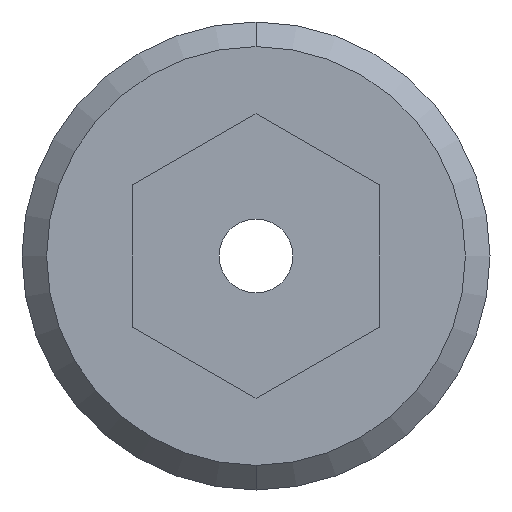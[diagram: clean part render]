
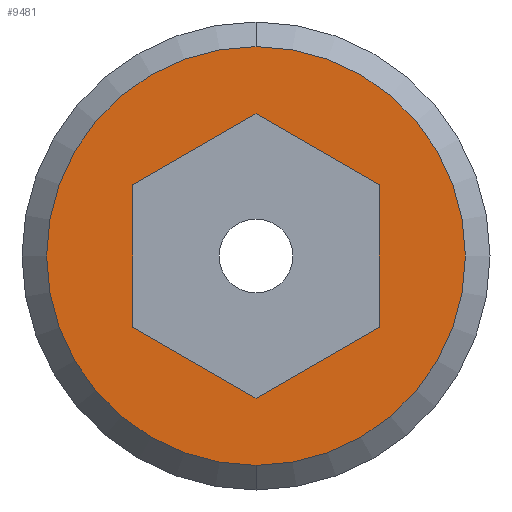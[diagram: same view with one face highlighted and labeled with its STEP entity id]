
A CAD part, left-side view. The second image highlights one B-rep face of the part: STEP entity #9481.
In plain terms, the highlighted planar face has unit normal (-1, 0, 0).
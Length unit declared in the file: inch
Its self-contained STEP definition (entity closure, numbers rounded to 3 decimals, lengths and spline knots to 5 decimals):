
#4537=CARTESIAN_POINT('',(-0.162,0.,0.));
#4538=DIRECTION('',(-1.,0.,0.));
#4539=DIRECTION('',(0.,1.,0.));
#4540=AXIS2_PLACEMENT_3D('',#4537,#4538,#4539);
#4555=DIRECTION('',(0.,0.5,0.866));
#4556=VECTOR('',#4555,0.08083);
#4557=CARTESIAN_POINT('',(-0.162,0.04041,-0.07));
#4558=LINE('',#4557,#4556);
#4559=DIRECTION('',(0.,1.,0.));
#4560=VECTOR('',#4559,0.08083);
#4561=CARTESIAN_POINT('',(-0.162,-0.04041,-0.07));
#4562=LINE('',#4561,#4560);
#4563=DIRECTION('',(0.,0.5,-0.866));
#4564=VECTOR('',#4563,0.08083);
#4565=CARTESIAN_POINT('',(-0.162,-0.08083,0.));
#4566=LINE('',#4565,#4564);
#4567=DIRECTION('',(0.,-0.5,-0.866));
#4568=VECTOR('',#4567,0.08083);
#4569=CARTESIAN_POINT('',(-0.162,-0.04041,0.07));
#4570=LINE('',#4569,#4568);
#4571=DIRECTION('',(0.,-1.,0.));
#4572=VECTOR('',#4571,0.08083);
#4573=CARTESIAN_POINT('',(-0.162,0.04041,0.07));
#4574=LINE('',#4573,#4572);
#4575=DIRECTION('',(0.,-0.5,0.866));
#4576=VECTOR('',#4575,0.08083);
#4577=CARTESIAN_POINT('',(-0.162,0.08083,0.));
#4578=LINE('',#4577,#4576);
#4579=CARTESIAN_POINT('',(-0.162,0.,0.));
#4580=DIRECTION('',(1.,0.,0.));
#4581=DIRECTION('',(0.,1.,0.));
#4582=AXIS2_PLACEMENT_3D('',#4579,#4580,#4581);
#4863=CARTESIAN_POINT('',(-0.162,0.119,0.));
#4864=CARTESIAN_POINT('',(-0.162,-0.119,0.));
#4865=VERTEX_POINT('',#4863);
#4866=VERTEX_POINT('',#4864);
#4883=CARTESIAN_POINT('',(-0.162,0.04041,-0.07));
#4884=CARTESIAN_POINT('',(-0.162,0.08083,0.));
#4885=VERTEX_POINT('',#4883);
#4886=VERTEX_POINT('',#4884);
#4887=CARTESIAN_POINT('',(-0.162,-0.04041,-0.07));
#4888=VERTEX_POINT('',#4887);
#4889=CARTESIAN_POINT('',(-0.162,-0.08083,0.));
#4890=VERTEX_POINT('',#4889);
#4891=CARTESIAN_POINT('',(-0.162,-0.04041,0.07));
#4892=VERTEX_POINT('',#4891);
#4893=CARTESIAN_POINT('',(-0.162,0.04041,0.07));
#4894=VERTEX_POINT('',#4893);
#9457=CARTESIAN_POINT('',(-0.162,0.,0.));
#9458=DIRECTION('',(1.,0.,0.));
#9459=DIRECTION('',(0.,-1.,0.));
#9460=AXIS2_PLACEMENT_3D('',#9457,#9458,#9459);
#9461=PLANE('',#9460);
#9462=ORIENTED_EDGE('',*,*,#9447,.F.);
#9464=ORIENTED_EDGE('',*,*,#9463,.T.);
#9465=EDGE_LOOP('',(#9462,#9464));
#9466=FACE_OUTER_BOUND('',#9465,.F.);
#9468=ORIENTED_EDGE('',*,*,#9467,.F.);
#9470=ORIENTED_EDGE('',*,*,#9469,.F.);
#9472=ORIENTED_EDGE('',*,*,#9471,.F.);
#9474=ORIENTED_EDGE('',*,*,#9473,.F.);
#9476=ORIENTED_EDGE('',*,*,#9475,.F.);
#9478=ORIENTED_EDGE('',*,*,#9477,.F.);
#9479=EDGE_LOOP('',(#9468,#9470,#9472,#9474,#9476,#9478));
#9480=FACE_BOUND('',#9479,.F.);
#4541=CIRCLE('',#4540,0.119);
#4583=CIRCLE('',#4582,0.119);
#9447=EDGE_CURVE('',#4865,#4866,#4541,.T.);
#9463=EDGE_CURVE('',#4865,#4866,#4583,.T.);
#9467=EDGE_CURVE('',#4885,#4886,#4558,.T.);
#9469=EDGE_CURVE('',#4888,#4885,#4562,.T.);
#9471=EDGE_CURVE('',#4890,#4888,#4566,.T.);
#9473=EDGE_CURVE('',#4892,#4890,#4570,.T.);
#9475=EDGE_CURVE('',#4894,#4892,#4574,.T.);
#9477=EDGE_CURVE('',#4886,#4894,#4578,.T.);
#9481=ADVANCED_FACE('',(#9466,#9480),#9461,.F.);
